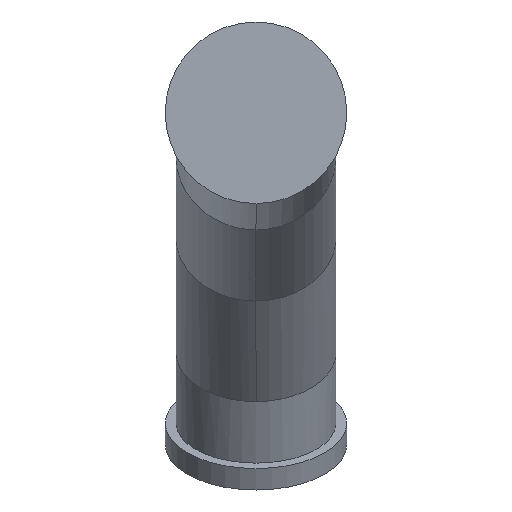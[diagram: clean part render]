
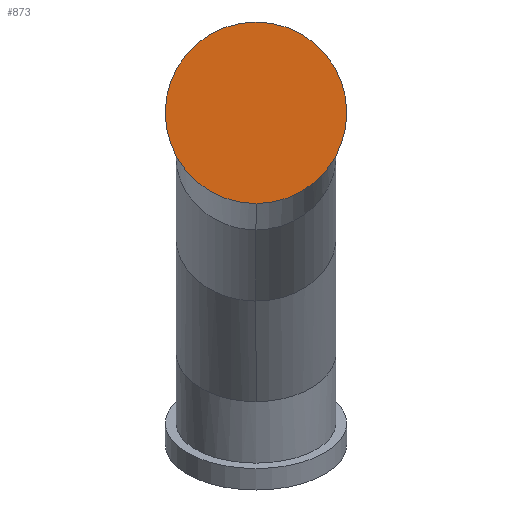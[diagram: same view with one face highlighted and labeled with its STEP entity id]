
A CAD part, top view. The second image highlights one B-rep face of the part: STEP entity #873.
In plain terms, the highlighted planar face has unit normal (0, 0, 1).
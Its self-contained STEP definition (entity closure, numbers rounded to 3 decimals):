
#40 = DIRECTION ( 'NONE',  ( 0., 0., 1. ) ) ;
#82 = CARTESIAN_POINT ( 'NONE',  ( 110., 0., 0. ) ) ;
#93 = CARTESIAN_POINT ( 'NONE',  ( 0., 0., 0. ) ) ;
#168 = AXIS2_PLACEMENT_3D ( 'NONE', #594, #40, #245 ) ;
#216 = AXIS2_PLACEMENT_3D ( 'NONE', #93, #853, #503 ) ;
#245 = DIRECTION ( 'NONE',  ( 1., 0., 0. ) ) ;
#249 = CIRCLE ( 'NONE', #168, 110. ) ;
#277 = VERTEX_POINT ( 'NONE', #508 ) ;
#306 = ORIENTED_EDGE ( 'NONE', *, *, #754, .T. ) ;
#354 = DIRECTION ( 'NONE',  ( 1., 0., 0. ) ) ;
#357 = EDGE_CURVE ( 'Defeatured_0_18+Defeatured_0_12+Defeatured_0_12+Defeatured_0_12', #849, #277, #249, .T. ) ;
#475 = AXIS2_PLACEMENT_3D ( 'NONE', #626, #688, #354 ) ;
#503 = DIRECTION ( 'NONE',  ( 1., 0., 0. ) ) ;
#508 = CARTESIAN_POINT ( 'NONE',  ( -110., 0., 0. ) ) ;
#527 = CIRCLE ( 'NONE', #475, 110. ) ;
#537 = FACE_OUTER_BOUND ( 'NONE', #663, .T. ) ;
#594 = CARTESIAN_POINT ( 'NONE',  ( 0., 0., 0. ) ) ;
#626 = CARTESIAN_POINT ( 'NONE',  ( 0., 0., 0. ) ) ;
#663 = EDGE_LOOP ( 'NONE', ( #840, #306 ) ) ;
#688 = DIRECTION ( 'NONE',  ( 0., 0., 1. ) ) ;
#690 = PLANE ( 'NONE',  #216 ) ;
#754 = EDGE_CURVE ( 'Defeatured_0_18+Defeatured_0_12+Defeatured_0_12+Defeatured_0_12', #277, #849, #527, .T. ) ;
#840 = ORIENTED_EDGE ( 'NONE', *, *, #357, .T. ) ;
#849 = VERTEX_POINT ( 'NONE', #82 ) ;
#853 = DIRECTION ( 'NONE',  ( 0., 0., 1. ) ) ;
#873 = ADVANCED_FACE ( 'Defeatured_0_18', ( #537 ), #690, .T. ) ;
